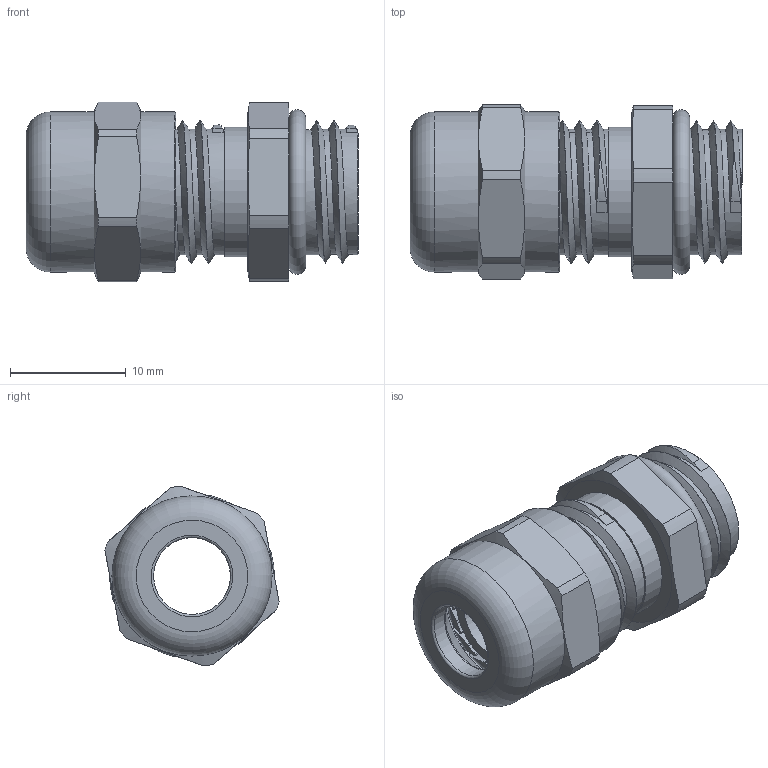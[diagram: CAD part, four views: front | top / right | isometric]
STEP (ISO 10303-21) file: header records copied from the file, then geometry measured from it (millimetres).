
FILE_DESCRIPTION(/* description */ ('Euro-Top PG7'),/* implementation_level */ '2;1');
FILE_NAME(/* name */ '60080407LF-RST.stp',/* time_stamp */ '2020-10-14T12:22:45+02:00',/* author */ ('sl'),/* organization */ (''),/* preprocessor_version */ 'ST-DEVELOPER v16.5',/* originating_system */ 'Autodesk Inventor 2017',/* authorisation */ '');
FILE_SCHEMA (('AUTOMOTIVE_DESIGN { 1 0 10303 214 3 1 1 }'));
Length unit declared in the file: millimetre
Products named in the file (6): 60080407LF; 60080407; 60080407_1; 60080407_2; 60080407_3; Dichtring-03-BT-0005-60080407
Assembly tree (5 placements, depth 2):
  60080407LF
    60080407
    60080407_1
    60080407_2
    60080407_3
    Dichtring-03-BT-0005-60080407
Bounding box: 28.74 x 15.08 x 15.58 mm (x, y, z)
Volume: 2095.6 mm3; surface area: 4478.5 mm2
Topology: 5 solids, 5 shells, 228 faces, 605 edges, 391 vertices
Faces by surface type: cylinder 95, plane 88, torus 23, cone 16, bspline 6
Full cylindrical faces by diameter (mm): 6.65 x1, 6.7 x1, 6.93 x1, 8.2 x1, 8.28 x4, 8.5 x1, 8.65 x1, 9.72 x2, 10.9 x3, 11.09 x1, 11.16 x1, 11.18 x2, 11.35 x5, 12.5 x1, 12.85 x5, 13.86 x2
Entity records: 8925 total; most frequent: CARTESIAN_POINT 3682, DIRECTION 1102, ORIENTED_EDGE 1032, EDGE_CURVE 516, AXIS2_PLACEMENT_3D 464, VERTEX_POINT 355, EDGE_LOOP 269, CIRCLE 244
